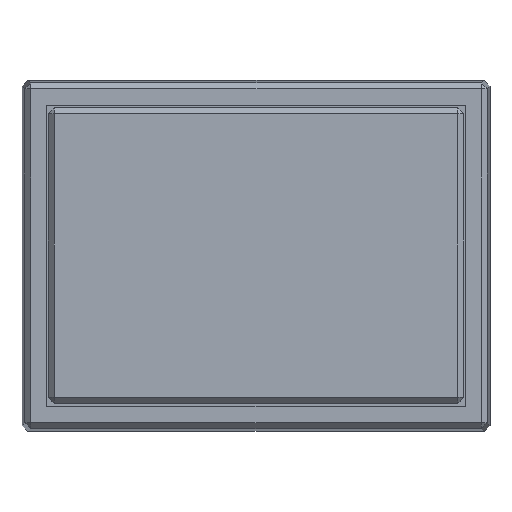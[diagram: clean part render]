
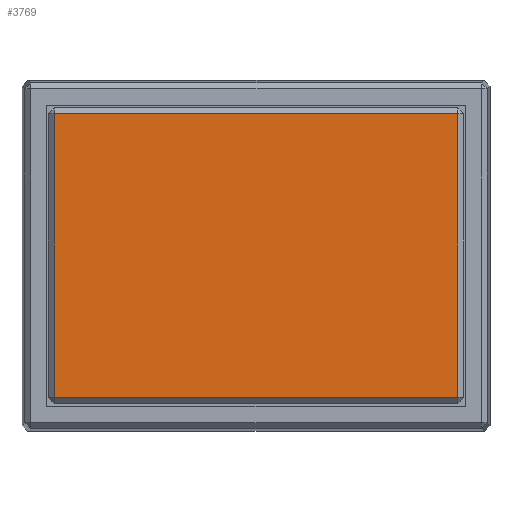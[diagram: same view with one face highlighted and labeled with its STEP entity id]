
A CAD part, top view. The second image highlights one B-rep face of the part: STEP entity #3769.
In plain terms, the highlighted planar face has unit normal (0, 0, 1).
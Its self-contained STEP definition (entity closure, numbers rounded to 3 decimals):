
#57 = LINE ( 'NONE', #1446, #2743 ) ;
#305 = LINE ( 'NONE', #1700, #2599 ) ;
#370 = EDGE_CURVE ( 'NONE', #1134, #1228, #305, .T. ) ;
#401 = EDGE_CURVE ( 'NONE', #1228, #3758, #1037, .T. ) ;
#453 = EDGE_CURVE ( 'NONE', #3758, #2788, #1086, .T. ) ;
#680 = CARTESIAN_POINT ( 'NONE',  ( -6.9, -4.85, 9. ) ) ;
#1037 = LINE ( 'NONE', #2443, #2968 ) ;
#1086 = LINE ( 'NONE', #2495, #3941 ) ;
#1096 = CARTESIAN_POINT ( 'NONE',  ( 6.9, -4.85, 9. ) ) ;
#1134 = VERTEX_POINT ( 'NONE', #1327 ) ;
#1228 = VERTEX_POINT ( 'NONE', #4555 ) ;
#1327 = CARTESIAN_POINT ( 'NONE',  ( -6.9, -4.85, 9. ) ) ;
#1384 = ORIENTED_EDGE ( 'NONE', *, *, #401, .F. ) ;
#1446 = CARTESIAN_POINT ( 'NONE',  ( 0., -4.85, 9. ) ) ;
#1456 = ORIENTED_EDGE ( 'NONE', *, *, #370, .F. ) ;
#1700 = CARTESIAN_POINT ( 'NONE',  ( -6.9, 0., 9. ) ) ;
#2079 = DIRECTION ( 'NONE',  ( 0., 0., 1. ) ) ;
#2353 = EDGE_CURVE ( 'NONE', #2788, #1134, #57, .T. ) ;
#2430 = FACE_OUTER_BOUND ( 'NONE', #4524, .T. ) ;
#2443 = CARTESIAN_POINT ( 'NONE',  ( 0., 4.85, 9. ) ) ;
#2495 = CARTESIAN_POINT ( 'NONE',  ( 6.9, 0., 9. ) ) ;
#2599 = VECTOR ( 'NONE', #3123, 1000. ) ;
#2743 = VECTOR ( 'NONE', #2859, 1000. ) ;
#2788 = VERTEX_POINT ( 'NONE', #1096 ) ;
#2859 = DIRECTION ( 'NONE',  ( -1., 0., 0. ) ) ;
#2968 = VECTOR ( 'NONE', #3872, 1000. ) ;
#3123 = DIRECTION ( 'NONE',  ( 0., 1., 0. ) ) ;
#3133 = CARTESIAN_POINT ( 'NONE',  ( 6.9, 4.85, 9. ) ) ;
#3438 = AXIS2_PLACEMENT_3D ( 'NONE', #680, #2079, #3507 ) ;
#3507 = DIRECTION ( 'NONE',  ( 1., 0., 0. ) ) ;
#3758 = VERTEX_POINT ( 'NONE', #3133 ) ;
#3769 = ADVANCED_FACE ( 'NONE', ( #2430 ), #3854, .T. ) ;
#3854 = PLANE ( 'NONE',  #3438 ) ;
#3872 = DIRECTION ( 'NONE',  ( 1., 0., 0. ) ) ;
#3917 = DIRECTION ( 'NONE',  ( 0., -1., 0. ) ) ;
#3941 = VECTOR ( 'NONE', #3917, 1000. ) ;
#4424 = ORIENTED_EDGE ( 'NONE', *, *, #453, .F. ) ;
#4511 = ORIENTED_EDGE ( 'NONE', *, *, #2353, .F. ) ;
#4524 = EDGE_LOOP ( 'NONE', ( #1456, #4511, #4424, #1384 ) ) ;
#4555 = CARTESIAN_POINT ( 'NONE',  ( -6.9, 4.85, 9. ) ) ;
